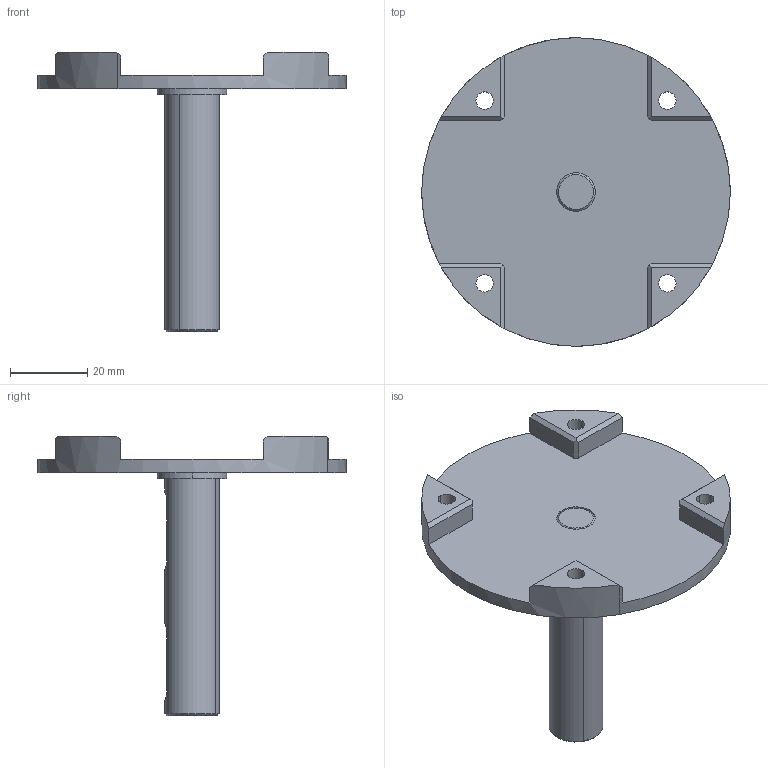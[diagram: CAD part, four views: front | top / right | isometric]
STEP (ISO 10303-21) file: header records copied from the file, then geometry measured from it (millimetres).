
FILE_DESCRIPTION(('CATIA V5 STEP Exchange'),'2;1');
FILE_NAME('SE_AxeBride_A.stp','2023-11-28T19:49:38+00:00',('none'),('none'),'CATIA Version 5 Release 19 GA (IN-10)','CATIA V5 STEP AP203','none');
FILE_SCHEMA(('CONFIG_CONTROL_DESIGN'));
Length unit declared in the file: millimetre
Products named in the file (1): SE_AxeBride
Assembly tree (2 placements, depth 2):
  SE_AxeBride
    #56
    #1371
Bounding box: 80 x 80 x 72.5 mm (x, y, z)
Volume: 30128 mm3; surface area: 16349.4 mm2
Topology: 2 solids, 2 shells, 69 faces, 178 edges, 118 vertices
Faces by surface type: plane 37, cylinder 28, cone 4
Entity records: 2067 total; most frequent: CARTESIAN_POINT 429, ORIENTED_EDGE 356, DIRECTION 247, EDGE_CURVE 178, VERTEX_POINT 118, AXIS2_PLACEMENT_3D 110, VECTOR 87, LINE 87
